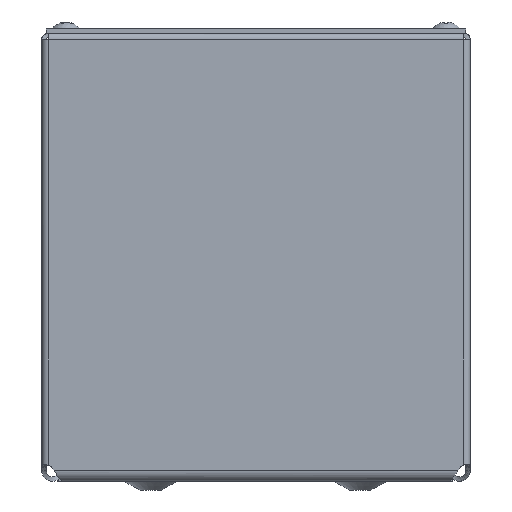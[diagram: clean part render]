
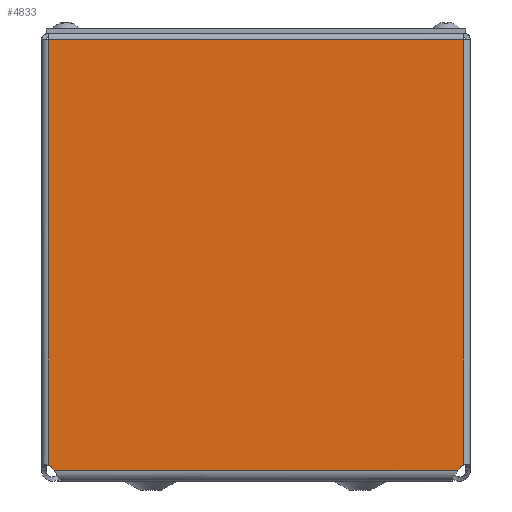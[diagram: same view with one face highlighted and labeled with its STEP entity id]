
A CAD part, front view. The second image highlights one B-rep face of the part: STEP entity #4833.
In plain terms, the highlighted face is planar.
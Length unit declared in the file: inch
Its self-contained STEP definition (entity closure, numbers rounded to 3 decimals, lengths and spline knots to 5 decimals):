
#287=PLANE('',#5369);
#423=LINE('',#7610,#778);
#426=LINE('',#7617,#781);
#514=LINE('',#8490,#869);
#539=LINE('',#8554,#894);
#540=LINE('',#8557,#895);
#541=LINE('',#8558,#896);
#778=VECTOR('',#6076,0.3937);
#781=VECTOR('',#6081,0.3937);
#869=VECTOR('',#6229,0.3937);
#894=VECTOR('',#6294,0.3937);
#895=VECTOR('',#6297,0.3937);
#896=VECTOR('',#6298,0.3937);
#1264=FACE_OUTER_BOUND('',#1558,.T.);
#1558=EDGE_LOOP('',(#3775,#3776,#3777,#3778,#3779,#3780,#3781,#3782));
#1870=CIRCLE('',#5329,0.11);
#1877=CIRCLE('',#5344,0.11);
#2108=VERTEX_POINT('',#7607);
#2109=VERTEX_POINT('',#7609);
#2110=VERTEX_POINT('',#7613);
#2112=VERTEX_POINT('',#7616);
#2115=VERTEX_POINT('',#7643);
#2192=VERTEX_POINT('',#8388);
#2211=VERTEX_POINT('',#8488);
#2227=VERTEX_POINT('',#8556);
#2608=EDGE_CURVE('',#2109,#2108,#423,.T.);
#2611=EDGE_CURVE('',#2112,#2110,#426,.T.);
#2715=EDGE_CURVE('',#2108,#2192,#1870,.T.);
#2737=EDGE_CURVE('',#2115,#2112,#1877,.T.);
#2748=EDGE_CURVE('',#2192,#2211,#514,.T.);
#2780=EDGE_CURVE('',#2110,#2109,#539,.T.);
#2781=EDGE_CURVE('',#2211,#2227,#540,.T.);
#2782=EDGE_CURVE('',#2227,#2115,#541,.T.);
#3775=ORIENTED_EDGE('',*,*,#2608,.T.);
#3776=ORIENTED_EDGE('',*,*,#2715,.T.);
#3777=ORIENTED_EDGE('',*,*,#2748,.T.);
#3778=ORIENTED_EDGE('',*,*,#2781,.T.);
#3779=ORIENTED_EDGE('',*,*,#2782,.T.);
#3780=ORIENTED_EDGE('',*,*,#2737,.T.);
#3781=ORIENTED_EDGE('',*,*,#2611,.T.);
#3782=ORIENTED_EDGE('',*,*,#2780,.T.);
#4833=ADVANCED_FACE('',(#1264),#287,.F.);
#5329=AXIS2_PLACEMENT_3D('',#8408,#6167,#6168);
#5344=AXIS2_PLACEMENT_3D('',#8448,#6212,#6213);
#5369=AXIS2_PLACEMENT_3D('',#8555,#6295,#6296);
#6076=DIRECTION('',(0.,-0.767,0.642));
#6081=DIRECTION('',(0.,0.767,0.642));
#6167=DIRECTION('center_axis',(-1.,0.,0.));
#6168=DIRECTION('ref_axis',(0.,-0.642,0.767));
#6212=DIRECTION('center_axis',(-1.,0.,0.));
#6213=DIRECTION('ref_axis',(0.,0.642,-0.767));
#6229=DIRECTION('',(0.,-1.,0.));
#6294=DIRECTION('',(0.,0.,1.));
#6295=DIRECTION('center_axis',(-1.,0.,0.));
#6296=DIRECTION('ref_axis',(0.,0.,1.));
#6297=DIRECTION('',(0.,0.,-1.));
#6298=DIRECTION('',(0.,1.,0.));
#7607=CARTESIAN_POINT('',(5.0625,3.05315,-14.04025));
#7609=CARTESIAN_POINT('',(5.0625,3.09375,-14.07422));
#7610=CARTESIAN_POINT('',(5.0625,4.60116,-15.33571));
#7613=CARTESIAN_POINT('',(5.0625,3.09375,-19.84492));
#7616=CARTESIAN_POINT('',(5.0625,3.05315,-19.87889));
#7617=CARTESIAN_POINT('',(5.0625,1.66218,-21.04293));
#7643=CARTESIAN_POINT('',(5.0625,3.01928,-19.92882));
#8388=CARTESIAN_POINT('',(5.0625,3.01928,-13.99032));
#8408=CARTESIAN_POINT('Origin',(5.0625,3.12375,-13.95589));
#8448=CARTESIAN_POINT('Origin',(5.0625,3.12375,-19.96325));
#8488=CARTESIAN_POINT('',(5.0625,-3.0625,-13.99032));
#8490=CARTESIAN_POINT('',(5.0625,1.54688,-13.99032));
#8554=CARTESIAN_POINT('',(5.0625,3.09375,-20.02207));
#8555=CARTESIAN_POINT('Origin',(5.0625,0.,-23.97913));
#8556=CARTESIAN_POINT('',(5.0625,-3.0625,-19.92882));
#8557=CARTESIAN_POINT('',(5.0625,-3.0625,-15.47495));
#8558=CARTESIAN_POINT('',(5.0625,-1.54688,-19.92882));
